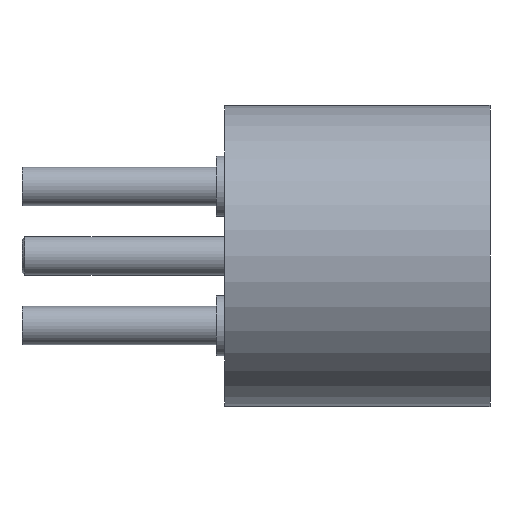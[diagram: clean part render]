
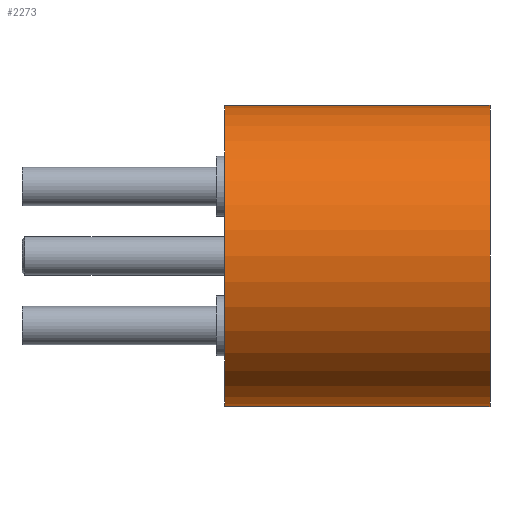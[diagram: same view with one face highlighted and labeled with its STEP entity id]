
A CAD part, front view. The second image highlights one B-rep face of the part: STEP entity #2273.
In plain terms, the highlighted cylindrical face has radius 2.75 mm (diameter 5.5 mm), a partial arc.
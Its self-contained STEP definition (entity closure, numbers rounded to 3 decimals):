
#43 = DIRECTION ( 'NONE',  ( 0., 0., 1. ) ) ;
#55 = CYLINDRICAL_SURFACE ( 'NONE', #1313, 2.75 ) ;
#98 = VERTEX_POINT ( 'NONE', #2087 ) ;
#110 = CARTESIAN_POINT ( 'NONE',  ( -2.75, 0., 0. ) ) ;
#305 = EDGE_CURVE ( 'NONE', #931, #2141, #327, .T. ) ;
#326 = EDGE_LOOP ( 'NONE', ( #1552, #723, #1255, #693 ) ) ;
#327 = LINE ( 'NONE', #110, #3141 ) ;
#344 = EDGE_CURVE ( 'NONE', #931, #98, #989, .T. ) ;
#656 = EDGE_CURVE ( 'NONE', #98, #1004, #2364, .T. ) ;
#693 = ORIENTED_EDGE ( 'NONE', *, *, #2839, .F. ) ;
#723 = ORIENTED_EDGE ( 'NONE', *, *, #344, .T. ) ;
#724 = FACE_OUTER_BOUND ( 'NONE', #326, .T. ) ;
#803 = CARTESIAN_POINT ( 'NONE',  ( 0., 0., 0. ) ) ;
#931 = VERTEX_POINT ( 'NONE', #1213 ) ;
#989 = CIRCLE ( 'NONE', #2986, 2.75 ) ;
#1004 = VERTEX_POINT ( 'NONE', #1935 ) ;
#1213 = CARTESIAN_POINT ( 'NONE',  ( -2.75, 0., -4.85 ) ) ;
#1255 = ORIENTED_EDGE ( 'NONE', *, *, #656, .T. ) ;
#1313 = AXIS2_PLACEMENT_3D ( 'NONE', #2788, #3043, #2308 ) ;
#1346 = DIRECTION ( 'NONE',  ( 0., 0., 1. ) ) ;
#1353 = AXIS2_PLACEMENT_3D ( 'NONE', #803, #43, #2541 ) ;
#1508 = CARTESIAN_POINT ( 'NONE',  ( 2.75, 0., 0. ) ) ;
#1550 = DIRECTION ( 'NONE',  ( 0., 0., 1. ) ) ;
#1552 = ORIENTED_EDGE ( 'NONE', *, *, #305, .F. ) ;
#1600 = CARTESIAN_POINT ( 'NONE',  ( 0., 0., -4.85 ) ) ;
#1713 = VECTOR ( 'NONE', #1550, 1000. ) ;
#1935 = CARTESIAN_POINT ( 'NONE',  ( 2.75, 0., 0. ) ) ;
#2087 = CARTESIAN_POINT ( 'NONE',  ( 2.75, 0., -4.85 ) ) ;
#2115 = DIRECTION ( 'NONE',  ( 1., 0., 0. ) ) ;
#2141 = VERTEX_POINT ( 'NONE', #2632 ) ;
#2273 = ADVANCED_FACE ( 'NONE', ( #724 ), #55, .T. ) ;
#2308 = DIRECTION ( 'NONE',  ( 1., 0., 0. ) ) ;
#2364 = LINE ( 'NONE', #1508, #1713 ) ;
#2541 = DIRECTION ( 'NONE',  ( 1., 0., 0. ) ) ;
#2604 = DIRECTION ( 'NONE',  ( 0., 0., 1. ) ) ;
#2632 = CARTESIAN_POINT ( 'NONE',  ( -2.75, 0., 0. ) ) ;
#2788 = CARTESIAN_POINT ( 'NONE',  ( 0., 0., 0. ) ) ;
#2839 = EDGE_CURVE ( 'NONE', #2141, #1004, #3128, .T. ) ;
#2986 = AXIS2_PLACEMENT_3D ( 'NONE', #1600, #2604, #2115 ) ;
#3043 = DIRECTION ( 'NONE',  ( 0., 0., 1. ) ) ;
#3128 = CIRCLE ( 'NONE', #1353, 2.75 ) ;
#3141 = VECTOR ( 'NONE', #1346, 1000. ) ;
